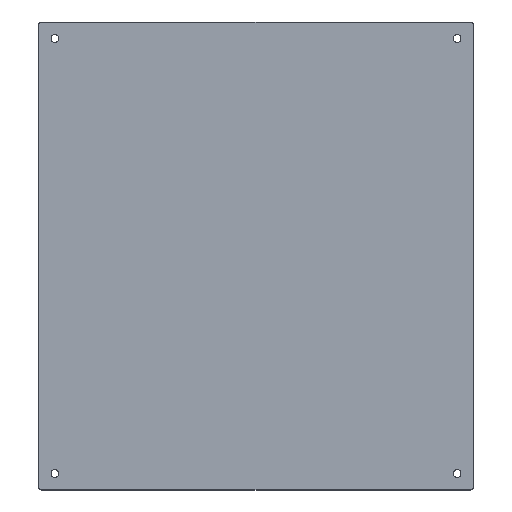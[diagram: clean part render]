
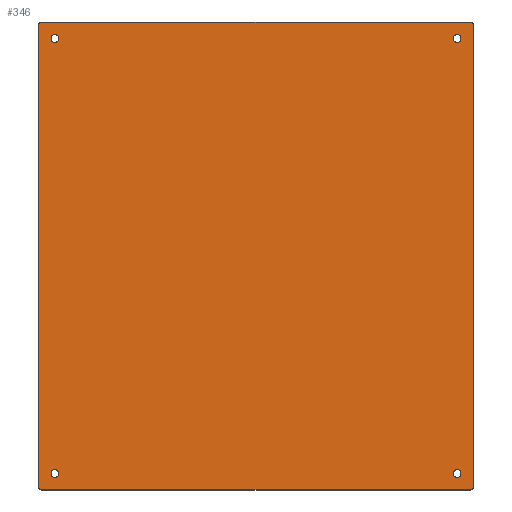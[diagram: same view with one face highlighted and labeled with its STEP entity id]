
A CAD part, top view. The second image highlights one B-rep face of the part: STEP entity #346.
In plain terms, the highlighted planar face has unit normal (0, 0, 1).
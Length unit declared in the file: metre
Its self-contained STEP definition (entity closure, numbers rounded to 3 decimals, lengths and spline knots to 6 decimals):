
#25=CIRCLE('',#374,0.001);
#27=CIRCLE('',#378,0.001);
#29=CIRCLE('',#382,0.001);
#31=CIRCLE('',#386,0.0012);
#33=CIRCLE('',#389,0.0012);
#35=CIRCLE('',#392,0.0012);
#37=CIRCLE('',#395,0.001);
#39=CIRCLE('',#398,0.0012);
#100=ORIENTED_EDGE('',*,*,#142,.T.);
#101=ORIENTED_EDGE('',*,*,#146,.T.);
#102=ORIENTED_EDGE('',*,*,#149,.T.);
#103=ORIENTED_EDGE('',*,*,#152,.T.);
#104=ORIENTED_EDGE('',*,*,#155,.F.);
#105=ORIENTED_EDGE('',*,*,#158,.T.);
#106=ORIENTED_EDGE('',*,*,#161,.F.);
#107=ORIENTED_EDGE('',*,*,#169,.T.);
#108=ORIENTED_EDGE('',*,*,#167,.F.);
#109=ORIENTED_EDGE('',*,*,#165,.F.);
#110=ORIENTED_EDGE('',*,*,#163,.F.);
#111=ORIENTED_EDGE('',*,*,#171,.F.);
#142=EDGE_CURVE('',#183,#182,#214,.T.);
#146=EDGE_CURVE('',#182,#185,#25,.T.);
#149=EDGE_CURVE('',#185,#187,#219,.T.);
#152=EDGE_CURVE('',#187,#189,#27,.T.);
#155=EDGE_CURVE('',#191,#189,#223,.T.);
#158=EDGE_CURVE('',#191,#193,#29,.T.);
#161=EDGE_CURVE('',#195,#193,#227,.T.);
#163=EDGE_CURVE('',#197,#197,#31,.T.);
#165=EDGE_CURVE('',#199,#199,#33,.T.);
#167=EDGE_CURVE('',#201,#201,#35,.T.);
#169=EDGE_CURVE('',#195,#183,#37,.T.);
#171=EDGE_CURVE('',#203,#203,#39,.T.);
#182=VERTEX_POINT('',#533);
#183=VERTEX_POINT('',#535);
#185=VERTEX_POINT('',#541);
#187=VERTEX_POINT('',#547);
#189=VERTEX_POINT('',#553);
#191=VERTEX_POINT('',#559);
#193=VERTEX_POINT('',#565);
#195=VERTEX_POINT('',#571);
#197=VERTEX_POINT('',#577);
#199=VERTEX_POINT('',#582);
#201=VERTEX_POINT('',#587);
#203=VERTEX_POINT('',#595);
#214=LINE('',#534,#230);
#219=LINE('',#548,#235);
#223=LINE('',#560,#239);
#227=LINE('',#572,#243);
#230=VECTOR('',#423,1.);
#235=VECTOR('',#436,1.);
#239=VECTOR('',#448,1.);
#243=VECTOR('',#460,1.);
#260=EDGE_LOOP('',(#100,#101,#102,#103,#104,#105,#106,#107));
#261=EDGE_LOOP('',(#108));
#262=EDGE_LOOP('',(#109));
#263=EDGE_LOOP('',(#110));
#264=EDGE_LOOP('',(#111));
#302=FACE_BOUND('',#260,.T.);
#303=FACE_BOUND('',#261,.T.);
#304=FACE_BOUND('',#262,.T.);
#305=FACE_BOUND('',#263,.T.);
#306=FACE_BOUND('',#264,.T.);
#332=PLANE('',#399);
#346=ADVANCED_FACE('',(#302,#303,#304,#305,#306),#332,.T.);
#374=AXIS2_PLACEMENT_3D('',#542,#430,#431);
#378=AXIS2_PLACEMENT_3D('',#554,#442,#443);
#382=AXIS2_PLACEMENT_3D('',#566,#454,#455);
#386=AXIS2_PLACEMENT_3D('',#576,#465,#466);
#389=AXIS2_PLACEMENT_3D('',#581,#471,#472);
#392=AXIS2_PLACEMENT_3D('',#586,#477,#478);
#395=AXIS2_PLACEMENT_3D('',#590,#483,#484);
#398=AXIS2_PLACEMENT_3D('',#594,#489,#490);
#399=AXIS2_PLACEMENT_3D('',#596,#491,#492);
#423=DIRECTION('',(0.,1.,0.));
#430=DIRECTION('',(0.,0.,1.));
#431=DIRECTION('',(1.,0.,0.));
#436=DIRECTION('',(-1.,0.,0.));
#442=DIRECTION('',(0.,0.,1.));
#443=DIRECTION('',(1.,0.,0.));
#448=DIRECTION('',(0.,1.,0.));
#454=DIRECTION('',(0.,0.,1.));
#455=DIRECTION('',(1.,0.,0.));
#460=DIRECTION('',(-1.,0.,0.));
#465=DIRECTION('',(0.,0.,1.));
#466=DIRECTION('',(1.,0.,0.));
#471=DIRECTION('',(0.,0.,1.));
#472=DIRECTION('',(1.,0.,0.));
#477=DIRECTION('',(0.,0.,1.));
#478=DIRECTION('',(1.,0.,0.));
#483=DIRECTION('',(0.,0.,1.));
#484=DIRECTION('',(1.,0.,0.));
#489=DIRECTION('',(0.,0.,1.));
#490=DIRECTION('',(1.,0.,0.));
#491=DIRECTION('',(0.,0.,1.));
#492=DIRECTION('',(1.,0.,0.));
#533=CARTESIAN_POINT('',(0.066,0.07,0.003));
#534=CARTESIAN_POINT('',(0.066,0.,0.003));
#535=CARTESIAN_POINT('',(0.066,-0.07,0.003));
#541=CARTESIAN_POINT('',(0.065,0.071,0.003));
#542=CARTESIAN_POINT('',(0.065,0.07,0.003));
#547=CARTESIAN_POINT('',(-0.065,0.071,0.003));
#548=CARTESIAN_POINT('',(0.,0.071,0.003));
#553=CARTESIAN_POINT('',(-0.066,0.07,0.003));
#554=CARTESIAN_POINT('',(-0.065,0.07,0.003));
#559=CARTESIAN_POINT('',(-0.066,-0.07,0.003));
#560=CARTESIAN_POINT('',(-0.066,0.,0.003));
#565=CARTESIAN_POINT('',(-0.065,-0.071,0.003));
#566=CARTESIAN_POINT('',(-0.065,-0.07,0.003));
#571=CARTESIAN_POINT('',(0.065,-0.071,0.003));
#572=CARTESIAN_POINT('',(0.,-0.071,0.003));
#576=CARTESIAN_POINT('',(0.061,-0.066,0.003));
#577=CARTESIAN_POINT('',(0.0622,-0.066,0.003));
#581=CARTESIAN_POINT('',(-0.061,0.066,0.003));
#582=CARTESIAN_POINT('',(-0.0598,0.066,0.003));
#586=CARTESIAN_POINT('',(-0.061,-0.066,0.003));
#587=CARTESIAN_POINT('',(-0.0598,-0.066,0.003));
#590=CARTESIAN_POINT('',(0.065,-0.07,0.003));
#594=CARTESIAN_POINT('',(0.061,0.066,0.003));
#595=CARTESIAN_POINT('',(0.0622,0.066,0.003));
#596=CARTESIAN_POINT('',(0.,0.,0.003));
